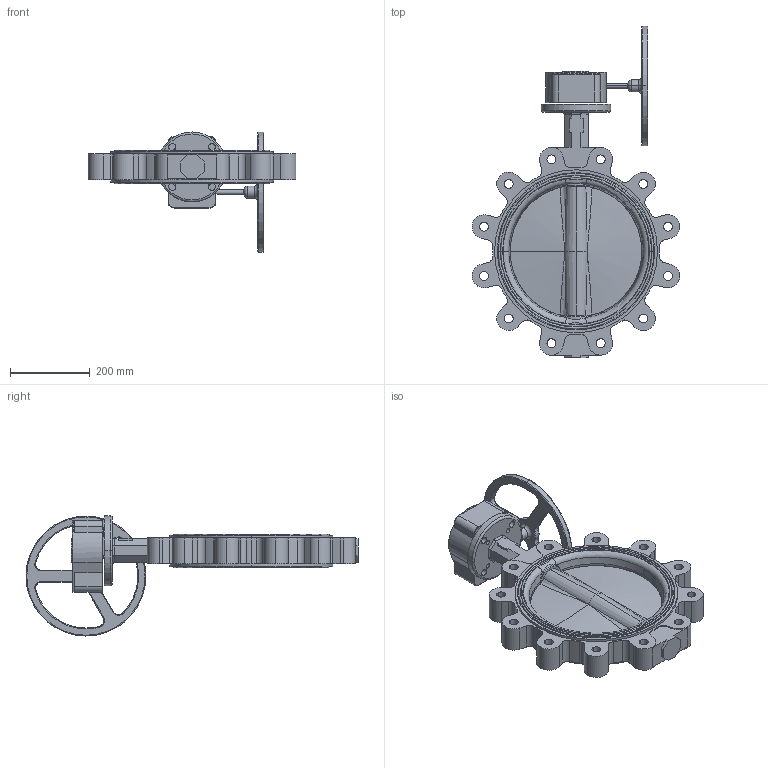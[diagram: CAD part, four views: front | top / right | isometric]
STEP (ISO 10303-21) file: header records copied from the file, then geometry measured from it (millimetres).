
FILE_DESCRIPTION (( 'STEP AP214' ), '1' );
FILE_NAME ('NS-1400-LUG-GEAR.step', '2019-03-07T20:57:59', ( '' ), ( '' ), 'SwSTEP 2.0', 'SolidWorks 2019', '' );
FILE_SCHEMA (( 'AUTOMOTIVE_DESIGN' ));
Length unit declared in the file: inch
Products named in the file (1): NS-1400-LUG-GEAR
Bounding box: 519.96 x 831 x 300.5 mm (x, y, z)
Surface area: 929561.8 mm2 (no closed solid volume)
Topology: 0 solids, 5 shells, 446 faces, 1217 edges, 774 vertices
Faces by surface type: cylinder 204, plane 94, torus 92, bspline 32, cone 24
Entity records: 27811 total; most frequent: CARTESIAN_POINT 10606, DIRECTION 2506, ORIENTED_EDGE 2316, EDGE_CURVE 1217, AXIS2_PLACEMENT_3D 1036, VERTEX_POINT 774, CIRCLE 621, EDGE_LOOP 511
